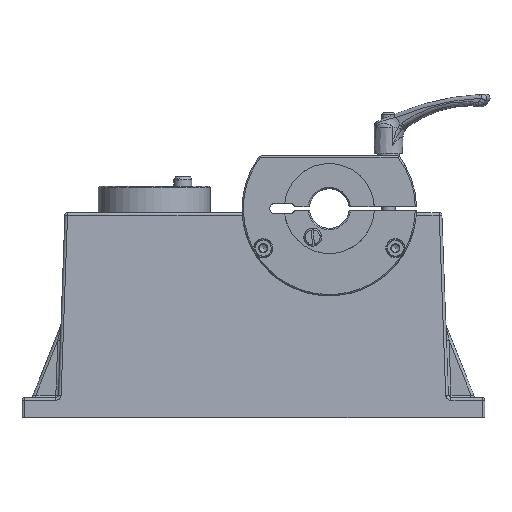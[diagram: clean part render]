
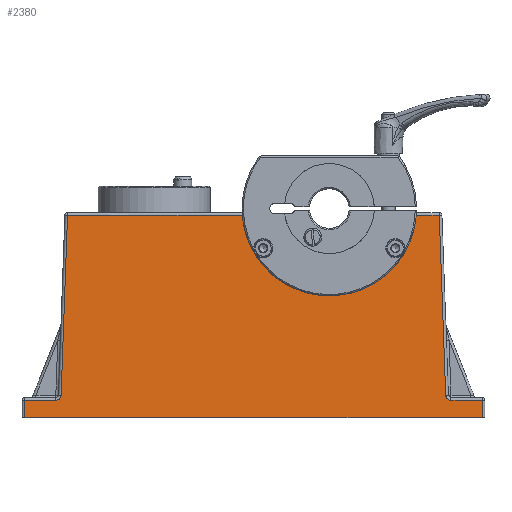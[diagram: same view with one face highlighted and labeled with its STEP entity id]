
A CAD part, top view. The second image highlights one B-rep face of the part: STEP entity #2380.
In plain terms, the highlighted free-form (B-spline) face has degree [1, 1] with [2, 2] control points.
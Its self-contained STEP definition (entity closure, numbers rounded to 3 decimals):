
#1800 = VERTEX_POINT('',#1801);
#1801 = CARTESIAN_POINT('',(173.,13.064,72.079));
#1920 = VERTEX_POINT('',#1921);
#1921 = CARTESIAN_POINT('',(149.43,13.064,
    72.079));
#1936 = VERTEX_POINT('',#1937);
#1937 = CARTESIAN_POINT('',(145.432,16.922,
    71.954));
#1943 = EDGE_CURVE('',#1936,#1920,#1944,.T.);
#1944 = ( BOUNDED_CURVE() B_SPLINE_CURVE(2,(#1945,#1946,#1947),
.UNSPECIFIED.,.F.,.F.) B_SPLINE_CURVE_WITH_KNOTS((3,3),(-1.535,
0.),.PIECEWISE_BEZIER_KNOTS.) CURVE() 
GEOMETRIC_REPRESENTATION_ITEM() RATIONAL_B_SPLINE_CURVE((1.,
0.72,1.)) REPRESENTATION_ITEM('') );
#1945 = CARTESIAN_POINT('',(145.432,16.922,
    71.954));
#1946 = CARTESIAN_POINT('',(145.57,13.064,
    72.079));
#1947 = CARTESIAN_POINT('',(149.43,13.064,
    72.079));
#2083 = VERTEX_POINT('',#2084);
#2084 = CARTESIAN_POINT('',(140.57,153.064,
    67.562));
#2142 = VERTEX_POINT('',#2143);
#2143 = CARTESIAN_POINT('',(123.225,153.064,
    67.562));
#2156 = EDGE_CURVE('',#2142,#2083,#2157,.T.);
#2157 = B_SPLINE_CURVE_WITH_KNOTS('',1,(#2158,#2159),.UNSPECIFIED.,.F.,
  .F.,(2,2),(12.323,14.057),.PIECEWISE_BEZIER_KNOTS.);
#2158 = CARTESIAN_POINT('',(123.225,153.064,
    67.562));
#2159 = CARTESIAN_POINT('',(140.57,153.064,
    67.562));
#2184 = EDGE_CURVE('',#2083,#1936,#2185,.T.);
#2185 = B_SPLINE_CURVE_WITH_KNOTS('',1,(#2186,#2187),.UNSPECIFIED.,.F.,
  .F.,(2,2),(-7.2,6.43),.PIECEWISE_BEZIER_KNOTS.);
#2186 = CARTESIAN_POINT('',(140.57,153.064,
    67.562));
#2187 = CARTESIAN_POINT('',(145.432,16.922,
    71.954));
#2228 = EDGE_CURVE('',#1920,#1800,#2229,.T.);
#2229 = B_SPLINE_CURVE_WITH_KNOTS('',1,(#2230,#2231),.UNSPECIFIED.,.F.,
  .F.,(2,2),(7.568,9.925),.PIECEWISE_BEZIER_KNOTS.);
#2230 = CARTESIAN_POINT('',(149.43,13.064,
    72.079));
#2231 = CARTESIAN_POINT('',(173.,13.064,72.079));
#2288 = VERTEX_POINT('',#2289);
#2289 = CARTESIAN_POINT('',(173.,0.,72.5));
#2303 = EDGE_CURVE('',#1800,#2288,#2304,.T.);
#2304 = B_SPLINE_CURVE_WITH_KNOTS('',1,(#2305,#2306),.UNSPECIFIED.,.F.,
  .F.,(2,2),(-0.441,0.866),.PIECEWISE_BEZIER_KNOTS.);
#2305 = CARTESIAN_POINT('',(173.,13.064,72.079));
#2306 = CARTESIAN_POINT('',(173.,0.,72.5));
#2380 = ADVANCED_FACE('',(#2381),#2439,.T.);
#2381 = FACE_BOUND('',#2382,.T.);
#2382 = EDGE_LOOP('',(#2383,#2384,#2385,#2386,#2387,#2388,#2398,#2405,
    #2412,#2420,#2427,#2434));
#2383 = ORIENTED_EDGE('',*,*,#2303,.F.);
#2384 = ORIENTED_EDGE('',*,*,#2228,.F.);
#2385 = ORIENTED_EDGE('',*,*,#1943,.F.);
#2386 = ORIENTED_EDGE('',*,*,#2184,.F.);
#2387 = ORIENTED_EDGE('',*,*,#2156,.F.);
#2388 = ORIENTED_EDGE('',*,*,#2389,.T.);
#2389 = EDGE_CURVE('',#2142,#2390,#2392,.T.);
#2390 = VERTEX_POINT('',#2391);
#2391 = CARTESIAN_POINT('',(-8.405,153.064,
    67.562));
#2392 = ( BOUNDED_CURVE() B_SPLINE_CURVE(2,(#2393,#2394,#2395,#2396,
#2397),.UNSPECIFIED.,.F.,.F.) B_SPLINE_CURVE_WITH_KNOTS((3,2,3),(
    -1.496,0.,1.496),
.PIECEWISE_BEZIER_KNOTS.) CURVE() GEOMETRIC_REPRESENTATION_ITEM() 
RATIONAL_B_SPLINE_CURVE((1.,0.733,1.,0.733,1.)) 
REPRESENTATION_ITEM('') );
#2393 = CARTESIAN_POINT('',(123.225,153.064,
    67.562));
#2394 = CARTESIAN_POINT('',(118.646,92.,69.532));
#2395 = CARTESIAN_POINT('',(57.41,92.,69.532));
#2396 = CARTESIAN_POINT('',(-3.826,92.,69.532));
#2397 = CARTESIAN_POINT('',(-8.405,153.064,
    67.562));
#2398 = ORIENTED_EDGE('',*,*,#2399,.F.);
#2399 = EDGE_CURVE('',#2400,#2390,#2402,.T.);
#2400 = VERTEX_POINT('',#2401);
#2401 = CARTESIAN_POINT('',(-140.57,153.064,
    67.562));
#2402 = B_SPLINE_CURVE_WITH_KNOTS('',1,(#2403,#2404),.UNSPECIFIED.,.F.,
  .F.,(2,2),(-14.057,-0.841),.PIECEWISE_BEZIER_KNOTS.);
#2403 = CARTESIAN_POINT('',(-140.57,153.064,
    67.562));
#2404 = CARTESIAN_POINT('',(-8.405,153.064,
    67.562));
#2405 = ORIENTED_EDGE('',*,*,#2406,.F.);
#2406 = EDGE_CURVE('',#2407,#2400,#2409,.T.);
#2407 = VERTEX_POINT('',#2408);
#2408 = CARTESIAN_POINT('',(-145.432,16.922,
    71.954));
#2409 = B_SPLINE_CURVE_WITH_KNOTS('',1,(#2410,#2411),.UNSPECIFIED.,.F.,
  .F.,(2,2),(-6.43,7.2),.PIECEWISE_BEZIER_KNOTS.);
#2410 = CARTESIAN_POINT('',(-145.432,16.922,
    71.954));
#2411 = CARTESIAN_POINT('',(-140.57,153.064,
    67.562));
#2412 = ORIENTED_EDGE('',*,*,#2413,.F.);
#2413 = EDGE_CURVE('',#2414,#2407,#2416,.T.);
#2414 = VERTEX_POINT('',#2415);
#2415 = CARTESIAN_POINT('',(-149.43,13.064,
    72.079));
#2416 = ( BOUNDED_CURVE() B_SPLINE_CURVE(2,(#2417,#2418,#2419),
.UNSPECIFIED.,.F.,.F.) B_SPLINE_CURVE_WITH_KNOTS((3,3),(
0.,1.535),.PIECEWISE_BEZIER_KNOTS.) CURVE() 
GEOMETRIC_REPRESENTATION_ITEM() RATIONAL_B_SPLINE_CURVE((1.,
0.72,1.)) REPRESENTATION_ITEM('') );
#2417 = CARTESIAN_POINT('',(-149.43,13.064,
    72.079));
#2418 = CARTESIAN_POINT('',(-145.57,13.064,
    72.079));
#2419 = CARTESIAN_POINT('',(-145.432,16.922,
    71.954));
#2420 = ORIENTED_EDGE('',*,*,#2421,.F.);
#2421 = EDGE_CURVE('',#2422,#2414,#2424,.T.);
#2422 = VERTEX_POINT('',#2423);
#2423 = CARTESIAN_POINT('',(-173.,13.064,72.079));
#2424 = B_SPLINE_CURVE_WITH_KNOTS('',1,(#2425,#2426),.UNSPECIFIED.,.F.,
  .F.,(2,2),(-9.925,-7.568),.PIECEWISE_BEZIER_KNOTS.);
#2425 = CARTESIAN_POINT('',(-173.,13.064,72.079));
#2426 = CARTESIAN_POINT('',(-149.43,13.064,
    72.079));
#2427 = ORIENTED_EDGE('',*,*,#2428,.F.);
#2428 = EDGE_CURVE('',#2429,#2422,#2431,.T.);
#2429 = VERTEX_POINT('',#2430);
#2430 = CARTESIAN_POINT('',(-173.,0.,72.5));
#2431 = B_SPLINE_CURVE_WITH_KNOTS('',1,(#2432,#2433),.UNSPECIFIED.,.F.,
  .F.,(2,2),(-0.866,0.441),.PIECEWISE_BEZIER_KNOTS.);
#2432 = CARTESIAN_POINT('',(-173.,0.,72.5));
#2433 = CARTESIAN_POINT('',(-173.,13.064,72.079));
#2434 = ORIENTED_EDGE('',*,*,#2435,.T.);
#2435 = EDGE_CURVE('',#2429,#2288,#2436,.T.);
#2436 = B_SPLINE_CURVE_WITH_KNOTS('',1,(#2437,#2438),.UNSPECIFIED.,.F.,
  .F.,(2,2),(-17.3,17.3),.PIECEWISE_BEZIER_KNOTS.);
#2437 = CARTESIAN_POINT('',(-173.,0.,72.5));
#2438 = CARTESIAN_POINT('',(173.,0.,72.5));
#2439 = B_SPLINE_SURFACE_WITH_KNOTS('',1,1,(
    (#2440,#2441)
    ,(#2442,#2443
    )),.UNSPECIFIED.,.F.,.F.,.F.,(2,2),(2,2),(-0.001,
    15.315),(-17.301,17.301),.PIECEWISE_BEZIER_KNOTS.);
#2440 = CARTESIAN_POINT('',(-173.01,153.074,67.562));
#2441 = CARTESIAN_POINT('',(173.01,153.074,67.562));
#2442 = CARTESIAN_POINT('',(-173.01,-0.01,72.5)
  );
#2443 = CARTESIAN_POINT('',(173.01,-0.01,72.5));
